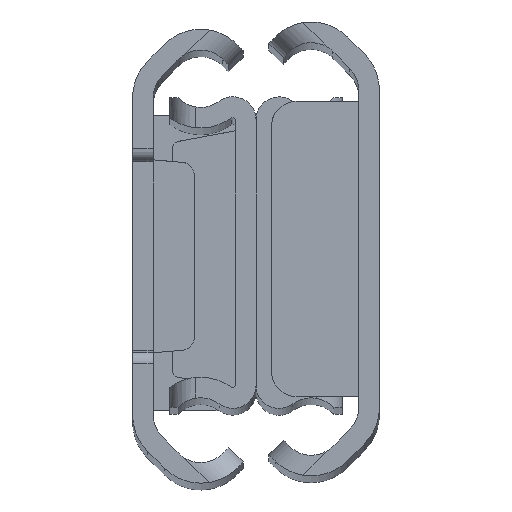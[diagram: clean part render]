
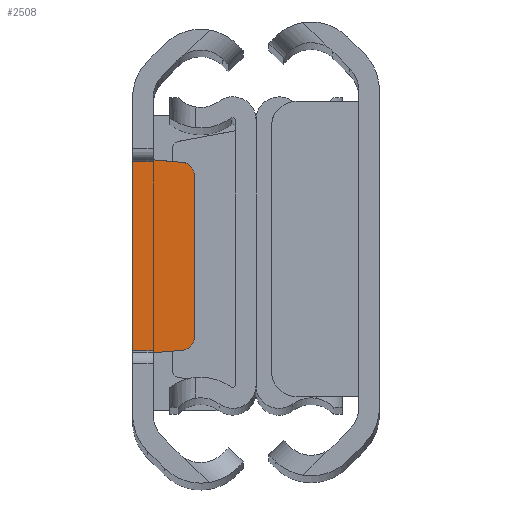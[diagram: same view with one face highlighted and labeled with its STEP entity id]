
A CAD part, top view. The second image highlights one B-rep face of the part: STEP entity #2508.
In plain terms, the highlighted planar face has unit normal (0, 0, 1).
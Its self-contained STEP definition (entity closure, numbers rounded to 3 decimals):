
#37 = EDGE_CURVE ( 'NONE', #2238, #1900, #2964, .T. ) ;
#143 = EDGE_LOOP ( 'NONE', ( #2640, #605, #1769, #4281, #2306, #893, #1990, #1295 ) ) ;
#156 = VECTOR ( 'NONE', #3940, 1000. ) ;
#284 = CARTESIAN_POINT ( 'NONE',  ( 3.884, 7.307, -2.2 ) ) ;
#288 = LINE ( 'NONE', #1648, #1644 ) ;
#336 = AXIS2_PLACEMENT_3D ( 'NONE', #1388, #402, #1468 ) ;
#382 = VERTEX_POINT ( 'NONE', #3649 ) ;
#389 = EDGE_CURVE ( 'NONE', #2088, #3082, #3028, .T. ) ;
#402 = DIRECTION ( 'NONE',  ( 0., 0., 1. ) ) ;
#448 = EDGE_CURVE ( 'NONE', #2642, #2216, #288, .T. ) ;
#487 = CARTESIAN_POINT ( 'NONE',  ( 3.8, 6.311, -2.2 ) ) ;
#540 = CARTESIAN_POINT ( 'NONE',  ( 1.6, -7.5, -2.2 ) ) ;
#605 = ORIENTED_EDGE ( 'NONE', *, *, #3045, .T. ) ;
#607 = EDGE_CURVE ( 'NONE', #3082, #1320, #2578, .T. ) ;
#633 = CARTESIAN_POINT ( 'NONE',  ( 0., 7.5, -2.2 ) ) ;
#806 = DIRECTION ( 'NONE',  ( 0., 0., 1. ) ) ;
#845 = VECTOR ( 'NONE', #1637, 1000. ) ;
#893 = ORIENTED_EDGE ( 'NONE', *, *, #37, .T. ) ;
#1075 = CARTESIAN_POINT ( 'NONE',  ( 4.8, 6.311, -2.2 ) ) ;
#1210 = EDGE_CURVE ( 'NONE', #1320, #2238, #3243, .T. ) ;
#1295 = ORIENTED_EDGE ( 'NONE', *, *, #448, .F. ) ;
#1320 = VERTEX_POINT ( 'NONE', #284 ) ;
#1388 = CARTESIAN_POINT ( 'NONE',  ( 3.8, -6.311, -2.2 ) ) ;
#1468 = DIRECTION ( 'NONE',  ( 0., -1., 0. ) ) ;
#1502 = VECTOR ( 'NONE', #2684, 1000. ) ;
#1574 = CARTESIAN_POINT ( 'NONE',  ( 1.6, 7.5, -2.2 ) ) ;
#1637 = DIRECTION ( 'NONE',  ( 0.996, 0.084, 0. ) ) ;
#1644 = VECTOR ( 'NONE', #2394, 1000. ) ;
#1648 = CARTESIAN_POINT ( 'NONE',  ( 8.601, -7.5, -2.2 ) ) ;
#1683 = AXIS2_PLACEMENT_3D ( 'NONE', #2541, #2209, #4246 ) ;
#1769 = ORIENTED_EDGE ( 'NONE', *, *, #389, .T. ) ;
#1900 = VERTEX_POINT ( 'NONE', #633 ) ;
#1990 = ORIENTED_EDGE ( 'NONE', *, *, #2825, .F. ) ;
#2088 = VERTEX_POINT ( 'NONE', #2252 ) ;
#2170 = DIRECTION ( 'NONE',  ( 0., -1., 0. ) ) ;
#2183 = PLANE ( 'NONE',  #1683 ) ;
#2209 = DIRECTION ( 'NONE',  ( 0., 0., 1. ) ) ;
#2216 = VERTEX_POINT ( 'NONE', #3309 ) ;
#2221 = VECTOR ( 'NONE', #4324, 1000. ) ;
#2238 = VERTEX_POINT ( 'NONE', #2954 ) ;
#2252 = CARTESIAN_POINT ( 'NONE',  ( 4.8, -6.311, -2.2 ) ) ;
#2306 = ORIENTED_EDGE ( 'NONE', *, *, #1210, .T. ) ;
#2338 = CARTESIAN_POINT ( 'NONE',  ( 8.601, 7.5, -2.2 ) ) ;
#2394 = DIRECTION ( 'NONE',  ( -1., 0., 0. ) ) ;
#2406 = DIRECTION ( 'NONE',  ( 0., 1., 0. ) ) ;
#2508 = ADVANCED_FACE ( 'NONE', ( #3873 ), #2183, .T. ) ;
#2541 = CARTESIAN_POINT ( 'NONE',  ( 8.601, 7.5, -2.2 ) ) ;
#2578 = CIRCLE ( 'NONE', #2939, 1. ) ;
#2607 = CARTESIAN_POINT ( 'NONE',  ( 4.8, -7.23, -2.2 ) ) ;
#2640 = ORIENTED_EDGE ( 'NONE', *, *, #3746, .T. ) ;
#2642 = VERTEX_POINT ( 'NONE', #540 ) ;
#2684 = DIRECTION ( 'NONE',  ( 0., 1., 0. ) ) ;
#2767 = CARTESIAN_POINT ( 'NONE',  ( 0., 7.5, -2.2 ) ) ;
#2825 = EDGE_CURVE ( 'NONE', #2216, #1900, #3393, .T. ) ;
#2908 = CIRCLE ( 'NONE', #336, 1. ) ;
#2939 = AXIS2_PLACEMENT_3D ( 'NONE', #487, #806, #2170 ) ;
#2954 = CARTESIAN_POINT ( 'NONE',  ( 1.6, 7.5, -2.2 ) ) ;
#2964 = LINE ( 'NONE', #2338, #2221 ) ;
#3028 = LINE ( 'NONE', #3427, #1502 ) ;
#3045 = EDGE_CURVE ( 'NONE', #382, #2088, #2908, .T. ) ;
#3082 = VERTEX_POINT ( 'NONE', #1075 ) ;
#3243 = LINE ( 'NONE', #1574, #156 ) ;
#3309 = CARTESIAN_POINT ( 'NONE',  ( 0., -7.5, -2.2 ) ) ;
#3393 = LINE ( 'NONE', #2767, #4132 ) ;
#3427 = CARTESIAN_POINT ( 'NONE',  ( 4.8, 7.23, -2.2 ) ) ;
#3649 = CARTESIAN_POINT ( 'NONE',  ( 3.884, -7.307, -2.2 ) ) ;
#3746 = EDGE_CURVE ( 'NONE', #2642, #382, #4310, .T. ) ;
#3873 = FACE_OUTER_BOUND ( 'NONE', #143, .T. ) ;
#3940 = DIRECTION ( 'NONE',  ( -0.996, 0.084, 0. ) ) ;
#4132 = VECTOR ( 'NONE', #2406, 1000. ) ;
#4246 = DIRECTION ( 'NONE',  ( 0., -1., 0. ) ) ;
#4281 = ORIENTED_EDGE ( 'NONE', *, *, #607, .T. ) ;
#4310 = LINE ( 'NONE', #2607, #845 ) ;
#4324 = DIRECTION ( 'NONE',  ( -1., 0., 0. ) ) ;
